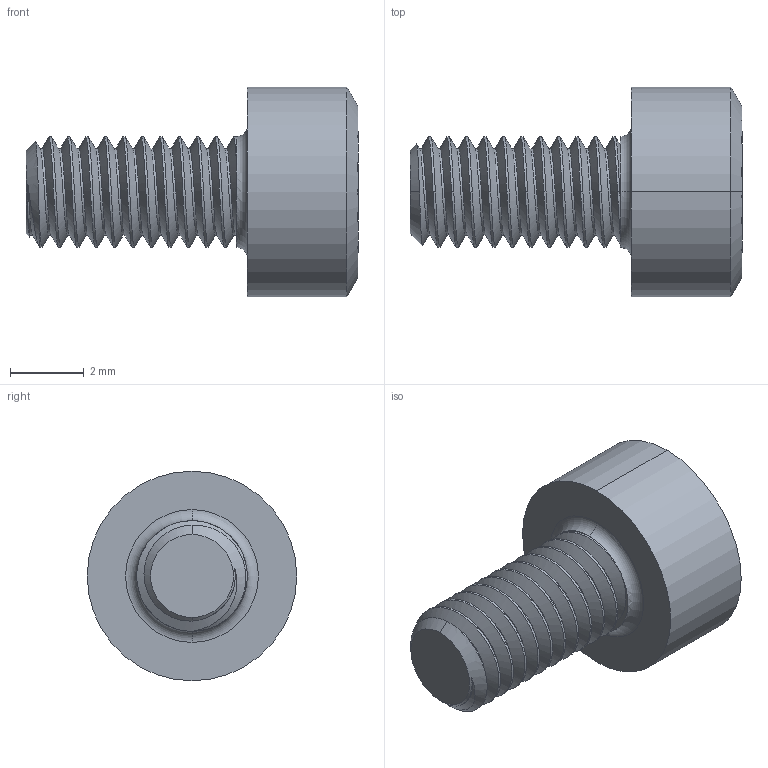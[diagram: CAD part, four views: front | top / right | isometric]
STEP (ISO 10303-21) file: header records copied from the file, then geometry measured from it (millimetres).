
FILE_DESCRIPTION (( 'STEP AP203' ), '1' );
FILE_NAME ('98511A728_Aluminum Socket Head Screw.STEP', '2022-06-06T13:32:17', ( 'Administrator' ), ( 'Managed by Terraform' ), 'SwSTEP 2.0', 'SolidWorks 2017', '' );
FILE_SCHEMA (( 'CONFIG_CONTROL_DESIGN' ));
Length unit declared in the file: millimetre
Products named in the file (1): 98511A728_Aluminum Socket Head Screw
Bounding box: 9 x 5.68 x 5.68 mm (x, y, z)
Volume: 100.1 mm3; surface area: 197.3 mm2
Topology: 1 solids, 1 shells, 60 faces, 139 edges, 83 vertices
Faces by surface type: cylinder 25, plane 17, cone 13, bspline 3, torus 2
Entity records: 3249 total; most frequent: CARTESIAN_POINT 1973, ORIENTED_EDGE 278, DIRECTION 227, EDGE_CURVE 139, AXIS2_PLACEMENT_3D 92, VERTEX_POINT 83, EDGE_LOOP 62, FACE_OUTER_BOUND 60
